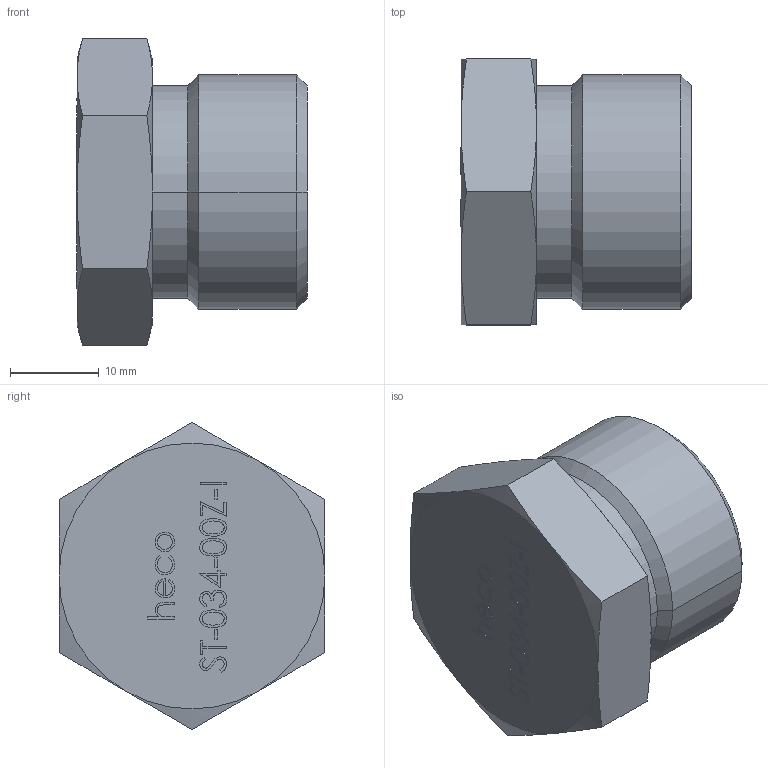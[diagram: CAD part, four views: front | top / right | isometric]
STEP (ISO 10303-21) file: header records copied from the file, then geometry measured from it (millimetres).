
FILE_DESCRIPTION (( 'STEP AP214' ), '1' );
FILE_NAME ('heco_ST-034-00Z-I.STEP', '2016-09-15T08:23:21', ( '' ), ( '' ), 'SwSTEP 2.0', 'SolidWorks 2016', '' );
FILE_SCHEMA (( 'AUTOMOTIVE_DESIGN' ));
Length unit declared in the file: millimetre
Products named in the file (1): heco_ST-034-00Z-I
Bounding box: 26.05 x 30 x 34.64 mm (x, y, z)
Volume: 9747.3 mm3; surface area: 5158.7 mm2
Topology: 1 solids, 1 shells, 208 faces, 528 edges, 346 vertices
Faces by surface type: plane 95, bspline 91, cone 16, cylinder 6
Entity records: 13220 total; most frequent: CARTESIAN_POINT 6974, ORIENTED_EDGE 1056, DIRECTION 584, EDGE_CURVE 528, VERTEX_POINT 346, LINE 296, VECTOR 296, EDGE_LOOP 232
